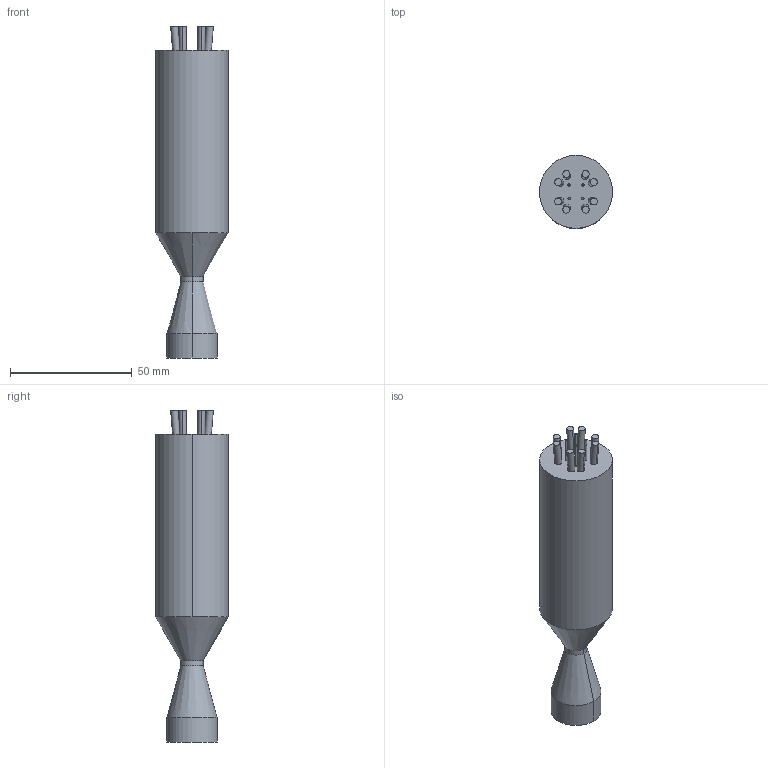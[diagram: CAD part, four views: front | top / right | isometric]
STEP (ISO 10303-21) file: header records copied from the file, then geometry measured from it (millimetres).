
FILE_DESCRIPTION (( 'STEP AP214' ), '1' );
FILE_NAME ('Fluid_Volume.STEP', '2024-10-09T20:43:20', ( '' ), ( '' ), 'SwSTEP 2.0', 'SolidWorks 2023', '' );
FILE_SCHEMA (( 'AUTOMOTIVE_DESIGN' ));
Length unit declared in the file: millimetre
Products named in the file (1): Fluid_Volume
Bounding box: 30 x 30 x 136.5 mm (x, y, z)
Volume: 66856.8 mm3; surface area: 11976.6 mm2
Topology: 1 solids, 1 shells, 48 faces, 96 edges, 62 vertices
Faces by surface type: cylinder 30, plane 14, cone 4
Entity records: 1265 total; most frequent: CARTESIAN_POINT 303, DIRECTION 192, ORIENTED_EDGE 192, EDGE_CURVE 96, AXIS2_PLACEMENT_3D 79, VERTEX_POINT 62, EDGE_LOOP 60, ADVANCED_FACE 48
